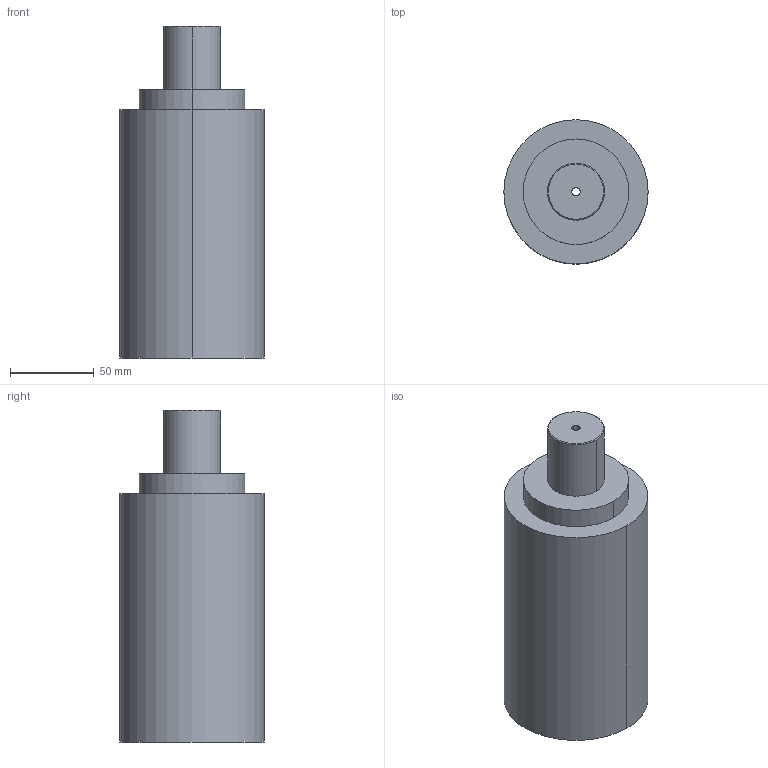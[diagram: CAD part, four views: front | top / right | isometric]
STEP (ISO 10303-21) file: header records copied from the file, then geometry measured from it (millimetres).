
FILE_DESCRIPTION((''),'2;1');
FILE_NAME('8422504896','2021-10-08T13:55:33',('thiemer'),(''),'CREO PARAMETRIC BY PTC INC, 2021164','CREO PARAMETRIC BY PTC INC, 2021164','');
FILE_SCHEMA(('AP242_MANAGED_MODEL_BASED_3D_ENGINEERING_MIM_LF { 1 0 10303 442 1 1 4 }'));
Length unit declared in the file: millimetre
Products named in the file (1): 8422504896
Bounding box: 86 x 86 x 198 mm (x, y, z)
Volume: 859693 mm3; surface area: 66210.4 mm2
Topology: 1 solids, 1 shells, 17 faces, 34 edges, 22 vertices
Faces by surface type: cylinder 10, plane 5, cone 2
Entity records: 873 total; most frequent: DIRECTION 124, CARTESIAN_POINT 97, ORIENTED_EDGE 68, AXIS2_PLACEMENT_3D 51, PRESENTATION_STYLE_ASSIGNMENT 48, STYLED_ITEM 48, CURVE_STYLE 47, EDGE_CURVE 34
